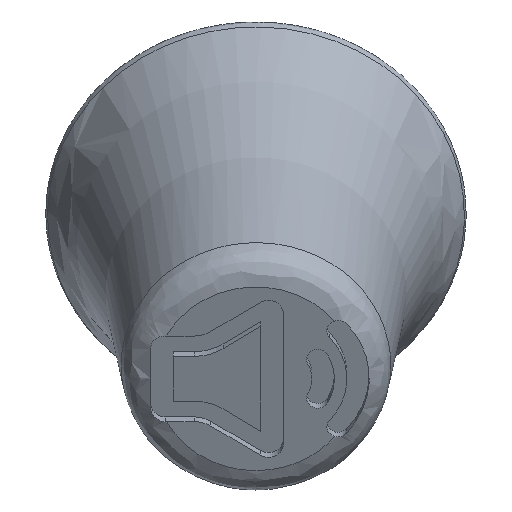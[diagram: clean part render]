
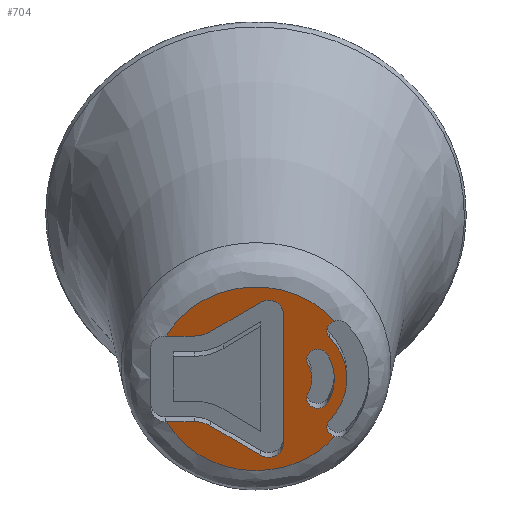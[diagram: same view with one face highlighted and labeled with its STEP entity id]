
A CAD part, top view. The second image highlights one B-rep face of the part: STEP entity #704.
In plain terms, the highlighted planar face has unit normal (0, -0.423, 0.906).
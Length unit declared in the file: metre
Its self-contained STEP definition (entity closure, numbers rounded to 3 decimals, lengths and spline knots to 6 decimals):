
#35=B_SPLINE_CURVE_WITH_KNOTS('',3,(#1610,#1611,#1612,#1613,#1614,#1615,
#1616),.UNSPECIFIED.,.F.,.F.,(4,1,1,1,4),(0.02353,0.025768,
0.028006,0.030244,0.032482),.UNSPECIFIED.);
#36=B_SPLINE_CURVE_WITH_KNOTS('',3,(#1624,#1625,#1626,#1627,#1628,#1629,
#1630),.UNSPECIFIED.,.F.,.F.,(4,1,1,1,4),(0.010186,0.012424,
0.014663,0.016901,0.019139),.UNSPECIFIED.);
#48=LINE('',#1607,#103);
#49=LINE('',#1632,#104);
#50=LINE('',#1636,#105);
#51=LINE('',#1640,#106);
#52=LINE('',#1644,#107);
#103=VECTOR('',#846,1.);
#104=VECTOR('',#853,1.);
#105=VECTOR('',#856,1.);
#106=VECTOR('',#859,1.);
#107=VECTOR('',#862,1.);
#162=ORIENTED_EDGE('',*,*,#368,.F.);
#163=ORIENTED_EDGE('',*,*,#369,.T.);
#164=ORIENTED_EDGE('',*,*,#370,.T.);
#165=ORIENTED_EDGE('',*,*,#371,.F.);
#166=ORIENTED_EDGE('',*,*,#372,.T.);
#167=ORIENTED_EDGE('',*,*,#373,.T.);
#168=ORIENTED_EDGE('',*,*,#374,.T.);
#169=ORIENTED_EDGE('',*,*,#375,.T.);
#170=ORIENTED_EDGE('',*,*,#376,.T.);
#171=ORIENTED_EDGE('',*,*,#377,.T.);
#172=ORIENTED_EDGE('',*,*,#378,.F.);
#173=ORIENTED_EDGE('',*,*,#379,.F.);
#174=ORIENTED_EDGE('',*,*,#380,.F.);
#175=ORIENTED_EDGE('',*,*,#381,.F.);
#176=ORIENTED_EDGE('',*,*,#382,.T.);
#177=ORIENTED_EDGE('',*,*,#383,.T.);
#178=ORIENTED_EDGE('',*,*,#384,.T.);
#179=ORIENTED_EDGE('',*,*,#385,.F.);
#368=EDGE_CURVE('',#471,#472,#48,.T.);
#369=EDGE_CURVE('',#471,#473,#35,.T.);
#370=EDGE_CURVE('',#473,#474,#539,.T.);
#371=EDGE_CURVE('',#475,#474,#540,.T.);
#372=EDGE_CURVE('',#475,#476,#541,.T.);
#373=EDGE_CURVE('',#476,#477,#36,.T.);
#374=EDGE_CURVE('',#477,#478,#49,.T.);
#375=EDGE_CURVE('',#478,#479,#542,.T.);
#376=EDGE_CURVE('',#479,#480,#50,.T.);
#377=EDGE_CURVE('',#480,#481,#543,.T.);
#378=EDGE_CURVE('',#482,#481,#51,.T.);
#379=EDGE_CURVE('',#483,#482,#544,.T.);
#380=EDGE_CURVE('',#484,#483,#52,.T.);
#381=EDGE_CURVE('',#472,#484,#545,.T.);
#382=EDGE_CURVE('',#485,#486,#546,.T.);
#383=EDGE_CURVE('',#486,#487,#547,.T.);
#384=EDGE_CURVE('',#487,#488,#548,.T.);
#385=EDGE_CURVE('',#485,#488,#549,.T.);
#471=VERTEX_POINT('',#1608);
#472=VERTEX_POINT('',#1609);
#473=VERTEX_POINT('',#1617);
#474=VERTEX_POINT('',#1619);
#475=VERTEX_POINT('',#1621);
#476=VERTEX_POINT('',#1623);
#477=VERTEX_POINT('',#1631);
#478=VERTEX_POINT('',#1633);
#479=VERTEX_POINT('',#1635);
#480=VERTEX_POINT('',#1637);
#481=VERTEX_POINT('',#1639);
#482=VERTEX_POINT('',#1641);
#483=VERTEX_POINT('',#1643);
#484=VERTEX_POINT('',#1645);
#485=VERTEX_POINT('',#1648);
#486=VERTEX_POINT('',#1649);
#487=VERTEX_POINT('',#1651);
#488=VERTEX_POINT('',#1653);
#539=CIRCLE('',#763,0.0005);
#540=CIRCLE('',#764,0.003068);
#541=CIRCLE('',#765,0.0005);
#542=CIRCLE('',#766,0.001353);
#543=CIRCLE('',#767,0.000665);
#544=CIRCLE('',#768,0.000665);
#545=CIRCLE('',#769,0.001353);
#546=CIRCLE('',#770,0.0005);
#547=CIRCLE('',#771,0.002512);
#548=CIRCLE('',#772,0.0005);
#549=CIRCLE('',#773,0.001512);
#576=EDGE_LOOP('',(#162,#163,#164,#165,#166,#167,#168,#169,#170,#171,#172,
#173,#174,#175));
#577=EDGE_LOOP('',(#176,#177,#178,#179));
#630=FACE_BOUND('',#576,.T.);
#631=FACE_BOUND('',#577,.T.);
#681=PLANE('',#762);
#704=ADVANCED_FACE('',(#630,#631),#681,.T.);
#762=AXIS2_PLACEMENT_3D('',#1606,#844,#845);
#763=AXIS2_PLACEMENT_3D('',#1618,#847,#848);
#764=AXIS2_PLACEMENT_3D('',#1620,#849,#850);
#765=AXIS2_PLACEMENT_3D('',#1622,#851,#852);
#766=AXIS2_PLACEMENT_3D('',#1634,#854,#855);
#767=AXIS2_PLACEMENT_3D('',#1638,#857,#858);
#768=AXIS2_PLACEMENT_3D('',#1642,#860,#861);
#769=AXIS2_PLACEMENT_3D('',#1646,#863,#864);
#770=AXIS2_PLACEMENT_3D('',#1647,#865,#866);
#771=AXIS2_PLACEMENT_3D('',#1650,#867,#868);
#772=AXIS2_PLACEMENT_3D('',#1652,#869,#870);
#773=AXIS2_PLACEMENT_3D('',#1654,#871,#872);
#844=DIRECTION('',(0.,-0.423,0.906));
#845=DIRECTION('',(1.,0.,0.));
#846=DIRECTION('',(1.,0.,0.));
#847=DIRECTION('',(0.,0.423,-0.906));
#848=DIRECTION('',(0.,-0.906,-0.423));
#849=DIRECTION('',(0.,0.423,-0.906));
#850=DIRECTION('',(0.,-0.906,-0.423));
#851=DIRECTION('',(0.,0.423,-0.906));
#852=DIRECTION('',(0.,-0.906,-0.423));
#853=DIRECTION('',(1.,0.,0.));
#854=DIRECTION('',(0.,-0.423,0.906));
#855=DIRECTION('',(0.,-0.906,-0.423));
#856=DIRECTION('',(0.838,0.494,0.23));
#857=DIRECTION('',(0.,0.423,-0.906));
#858=DIRECTION('',(0.,-0.906,-0.423));
#859=DIRECTION('',(0.,0.906,0.423));
#860=DIRECTION('',(0.,-0.423,0.906));
#861=DIRECTION('',(0.,-0.906,-0.423));
#862=DIRECTION('',(0.838,-0.494,-0.23));
#863=DIRECTION('',(0.,0.423,-0.906));
#864=DIRECTION('',(0.,-0.906,-0.423));
#865=DIRECTION('',(0.,0.423,-0.906));
#866=DIRECTION('',(0.,-0.906,-0.423));
#867=DIRECTION('',(0.,0.423,-0.906));
#868=DIRECTION('',(0.,-0.906,-0.423));
#869=DIRECTION('',(0.,0.423,-0.906));
#870=DIRECTION('',(0.,-0.906,-0.423));
#871=DIRECTION('',(0.,0.423,-0.906));
#872=DIRECTION('',(0.,-0.906,-0.423));
#1606=CARTESIAN_POINT('',(0.025819,-0.045421,0.070615));
#1607=CARTESIAN_POINT('',(0.02242,-0.047328,0.069726));
#1608=CARTESIAN_POINT('',(0.021822,-0.047328,0.069726));
#1609=CARTESIAN_POINT('',(0.023068,-0.047328,0.069726));
#1610=CARTESIAN_POINT('',(0.021822,-0.047328,0.069726));
#1611=CARTESIAN_POINT('',(0.02217,-0.047928,0.069446));
#1612=CARTESIAN_POINT('',(0.023191,-0.048956,0.068967));
#1613=CARTESIAN_POINT('',(0.025354,-0.049667,0.068635));
#1614=CARTESIAN_POINT('',(0.027647,-0.04935,0.068783));
#1615=CARTESIAN_POINT('',(0.028864,-0.048521,0.06917));
#1616=CARTESIAN_POINT('',(0.029334,-0.047992,0.069416));
#1617=CARTESIAN_POINT('',(0.029334,-0.047992,0.069416));
#1618=CARTESIAN_POINT('',(0.029482,-0.047559,0.069618));
#1619=CARTESIAN_POINT('',(0.029106,-0.04726,0.069758));
#1620=CARTESIAN_POINT('',(0.026804,-0.045421,0.070615));
#1621=CARTESIAN_POINT('',(0.029106,-0.043583,0.071472));
#1622=CARTESIAN_POINT('',(0.029482,-0.043283,0.071612));
#1623=CARTESIAN_POINT('',(0.029334,-0.04285,0.071814));
#1624=CARTESIAN_POINT('',(0.029334,-0.04285,0.071814));
#1625=CARTESIAN_POINT('',(0.028863,-0.042321,0.072061));
#1626=CARTESIAN_POINT('',(0.027645,-0.041492,0.072447));
#1627=CARTESIAN_POINT('',(0.025355,-0.041177,0.072594));
#1628=CARTESIAN_POINT('',(0.023198,-0.041881,0.072266));
#1629=CARTESIAN_POINT('',(0.022168,-0.042917,0.071783));
#1630=CARTESIAN_POINT('',(0.021822,-0.043514,0.071504));
#1631=CARTESIAN_POINT('',(0.021822,-0.043514,0.071504));
#1632=CARTESIAN_POINT('',(0.02242,-0.043514,0.071504));
#1633=CARTESIAN_POINT('',(0.023068,-0.043514,0.071504));
#1634=CARTESIAN_POINT('',(0.023068,-0.042288,0.072076));
#1635=CARTESIAN_POINT('',(0.023805,-0.043316,0.071597));
#1636=CARTESIAN_POINT('',(0.024907,-0.042666,0.0719));
#1637=CARTESIAN_POINT('',(0.026009,-0.042017,0.072202));
#1638=CARTESIAN_POINT('',(0.026372,-0.042522,0.071967));
#1639=CARTESIAN_POINT('',(0.027036,-0.042522,0.071967));
#1640=CARTESIAN_POINT('',(0.027036,-0.04687,0.069939));
#1641=CARTESIAN_POINT('',(0.027036,-0.04832,0.069263));
#1642=CARTESIAN_POINT('',(0.026372,-0.04832,0.069263));
#1643=CARTESIAN_POINT('',(0.026009,-0.048825,0.069028));
#1644=CARTESIAN_POINT('',(0.024907,-0.048176,0.069331));
#1645=CARTESIAN_POINT('',(0.023805,-0.047527,0.069633));
#1646=CARTESIAN_POINT('',(0.023068,-0.048554,0.069154));
#1647=CARTESIAN_POINT('',(0.02858,-0.044565,0.071014));
#1648=CARTESIAN_POINT('',(0.028139,-0.044778,0.070915));
#1649=CARTESIAN_POINT('',(0.029022,-0.044352,0.071113));
#1650=CARTESIAN_POINT('',(0.026804,-0.045421,0.070615));
#1651=CARTESIAN_POINT('',(0.029022,-0.04649,0.070117));
#1652=CARTESIAN_POINT('',(0.02858,-0.046277,0.070216));
#1653=CARTESIAN_POINT('',(0.028139,-0.046064,0.070315));
#1654=CARTESIAN_POINT('',(0.026804,-0.045421,0.070615));
